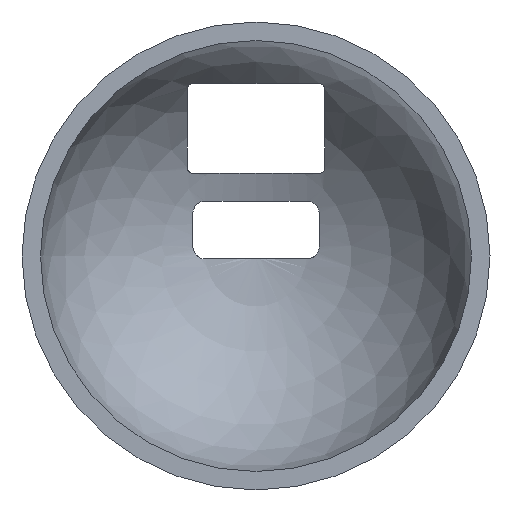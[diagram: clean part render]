
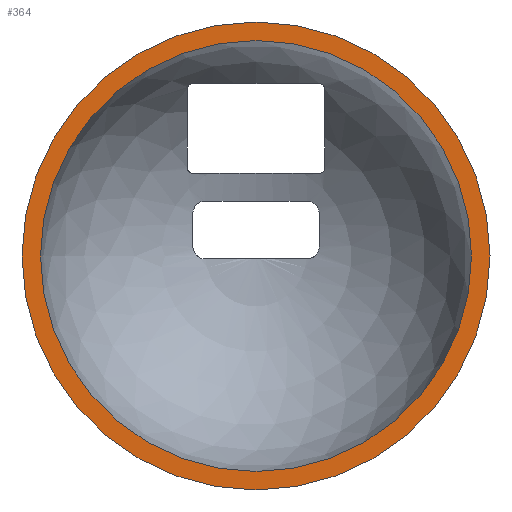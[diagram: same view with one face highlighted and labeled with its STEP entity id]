
A CAD part, top view. The second image highlights one B-rep face of the part: STEP entity #364.
In plain terms, the highlighted planar face has unit normal (0, 0, 1).
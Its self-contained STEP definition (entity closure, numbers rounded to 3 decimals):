
#17=FACE_BOUND('',#86,.T.);
#64=FACE_OUTER_BOUND('',#85,.T.);
#85=EDGE_LOOP('',(#335));
#86=EDGE_LOOP('',(#336));
#135=CIRCLE('',#412,17.5);
#138=CIRCLE('',#416,19.);
#173=VERTEX_POINT('',#782);
#174=VERTEX_POINT('',#786);
#225=EDGE_CURVE('',#173,#173,#135,.T.);
#228=EDGE_CURVE('',#174,#174,#138,.T.);
#335=ORIENTED_EDGE('',*,*,#228,.F.);
#336=ORIENTED_EDGE('',*,*,#225,.F.);
#345=PLANE('',#417);
#364=ADVANCED_FACE('',(#64,#17),#345,.F.);
#412=AXIS2_PLACEMENT_3D('',#783,#502,#503);
#416=AXIS2_PLACEMENT_3D('',#788,#510,#511);
#417=AXIS2_PLACEMENT_3D('',#789,#512,#513);
#502=DIRECTION('center_axis',(0.,0.,1.));
#503=DIRECTION('ref_axis',(0.,-1.,0.));
#510=DIRECTION('center_axis',(0.,0.,-1.));
#511=DIRECTION('ref_axis',(1.,0.,0.));
#512=DIRECTION('center_axis',(0.,0.,-1.));
#513=DIRECTION('ref_axis',(-1.,0.,0.));
#782=CARTESIAN_POINT('',(-17.5,-7.75,-56.5));
#783=CARTESIAN_POINT('Origin',(0.,-7.75,-56.5));
#786=CARTESIAN_POINT('',(-19.,-7.75,-56.5));
#788=CARTESIAN_POINT('Origin',(0.,-7.75,-56.5));
#789=CARTESIAN_POINT('Origin',(0.,-7.75,-56.5));
